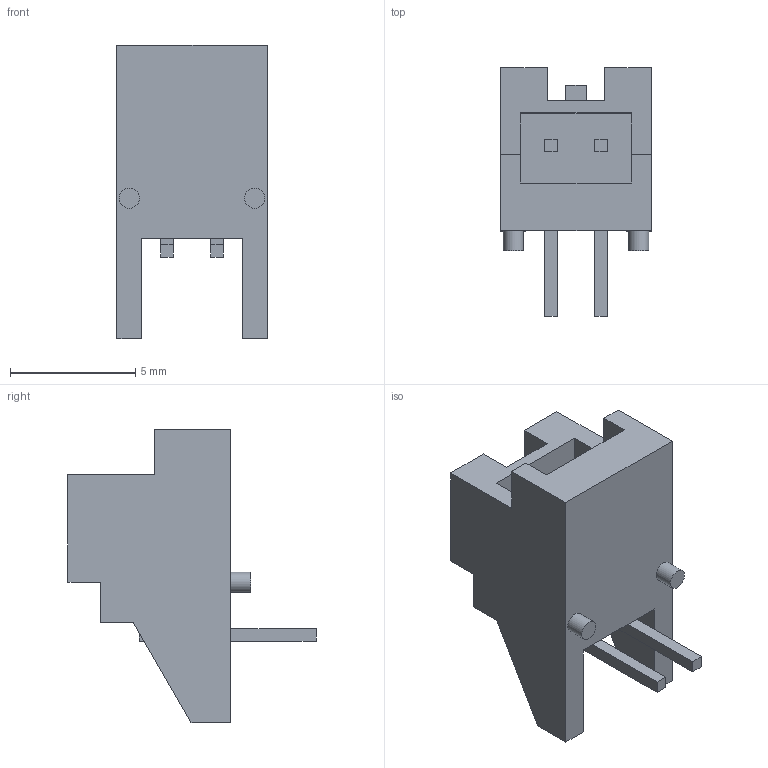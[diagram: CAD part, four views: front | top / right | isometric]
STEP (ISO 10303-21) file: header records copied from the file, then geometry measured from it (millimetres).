
FILE_DESCRIPTION(/* description */ (''),/* implementation_level */ '2;1');
FILE_NAME(/* name */ 'S02B-PASK-2.stp',/* time_stamp */ '2017-09-09T14:27:22+10:00',/* author */ (''),/* organization */ (''),/* preprocessor_version */ 'ST-DEVELOPER v16.13',/* originating_system */ 'Autodesk Translation Framework v6.1.1.50',/* authorisation */ '');
FILE_SCHEMA (('AUTOMOTIVE_DESIGN { 1 0 10303 214 3 1 1 }'));
Length unit declared in the file: millimetre
Products named in the file (1): S02B-PASK-2
Bounding box: 6 x 9.9 x 11.7 mm (x, y, z)
Volume: 208.2 mm3; surface area: 426.6 mm2
Topology: 1 solids, 1 shells, 59 faces, 150 edges, 100 vertices
Faces by surface type: plane 57, cylinder 2
Full cylindrical faces by diameter (mm): 0.8 x2
Entity records: 1798 total; most frequent: CARTESIAN_POINT 308, ORIENTED_EDGE 296, DIRECTION 272, EDGE_CURVE 148, LINE 144, VECTOR 144, VERTEX_POINT 100, EDGE_LOOP 68
